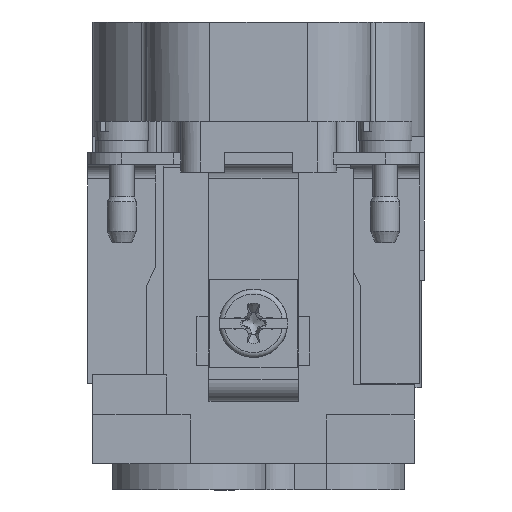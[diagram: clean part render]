
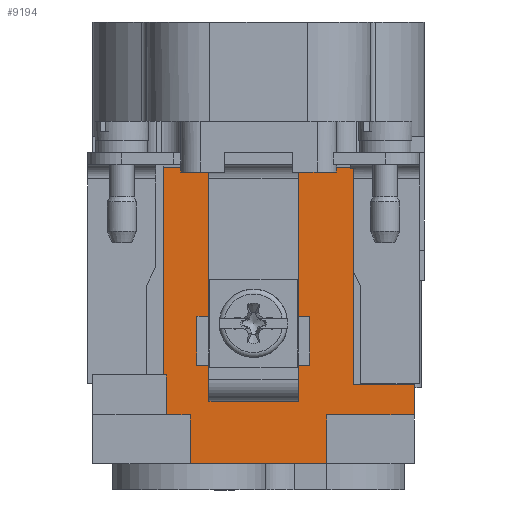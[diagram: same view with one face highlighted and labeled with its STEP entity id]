
A CAD part, left-side view. The second image highlights one B-rep face of the part: STEP entity #9194.
In plain terms, the highlighted planar face has unit normal (-1, 0, 0).
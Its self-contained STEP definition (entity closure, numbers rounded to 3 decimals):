
#949=LINE('',#43398,#3579);
#1081=LINE('',#44365,#3711);
#1095=LINE('',#44397,#3725);
#1106=LINE('',#44426,#3736);
#1111=LINE('',#44443,#3741);
#1130=LINE('',#44486,#3760);
#1133=LINE('',#44497,#3763);
#1213=LINE('',#44929,#3843);
#1362=LINE('',#45296,#3992);
#1366=LINE('',#45311,#3996);
#1376=LINE('',#45334,#4006);
#1378=LINE('',#45338,#4008);
#1379=LINE('',#45340,#4009);
#1380=LINE('',#45342,#4010);
#1381=LINE('',#45344,#4011);
#1382=LINE('',#45346,#4012);
#1383=LINE('',#45347,#4013);
#1384=LINE('',#45349,#4014);
#1385=LINE('',#45351,#4015);
#1386=LINE('',#45353,#4016);
#1387=LINE('',#45354,#4017);
#1388=LINE('',#45356,#4018);
#1389=LINE('',#45357,#4019);
#1390=LINE('',#45358,#4020);
#1391=LINE('',#45360,#4021);
#3579=VECTOR('',#33872,1.);
#3711=VECTOR('',#34080,1.);
#3725=VECTOR('',#34104,1.);
#3736=VECTOR('',#34127,1.);
#3741=VECTOR('',#34140,1.);
#3760=VECTOR('',#34175,1.);
#3763=VECTOR('',#34184,1.);
#3843=VECTOR('',#34500,1.);
#3992=VECTOR('',#34781,1.);
#3996=VECTOR('',#34793,1.);
#4006=VECTOR('',#34811,1.);
#4008=VECTOR('',#34815,1.);
#4009=VECTOR('',#34816,1.);
#4010=VECTOR('',#34817,1.);
#4011=VECTOR('',#34818,1.);
#4012=VECTOR('',#34819,1.);
#4013=VECTOR('',#34820,1.);
#4014=VECTOR('',#34821,1.);
#4015=VECTOR('',#34822,1.);
#4016=VECTOR('',#34823,1.);
#4017=VECTOR('',#34824,1.);
#4018=VECTOR('',#34825,1.);
#4019=VECTOR('',#34826,1.);
#4020=VECTOR('',#34827,1.);
#4021=VECTOR('',#34828,1.);
#6662=PLANE('',#31546);
#7610=FACE_OUTER_BOUND('',#13063,.T.);
#9194=ADVANCED_FACE('',(#7610),#6662,.T.);
#13063=EDGE_LOOP('',(#16503,#16504,#16505,#16506,#16507,#16508,#16509,#16510,
#16511,#16512,#16513,#16514,#16515,#16516,#16517,#16518,#16519,#16520,#16521,
#16522,#16523,#16524,#16525,#16526,#16527));
#16503=ORIENTED_EDGE('',*,*,#27506,.T.);
#16504=ORIENTED_EDGE('',*,*,#27507,.T.);
#16505=ORIENTED_EDGE('',*,*,#27508,.T.);
#16506=ORIENTED_EDGE('',*,*,#27509,.T.);
#16507=ORIENTED_EDGE('',*,*,#27510,.T.);
#16508=ORIENTED_EDGE('',*,*,#26803,.T.);
#16509=ORIENTED_EDGE('',*,*,#27511,.T.);
#16510=ORIENTED_EDGE('',*,*,#27512,.T.);
#16511=ORIENTED_EDGE('',*,*,#27513,.T.);
#16512=ORIENTED_EDGE('',*,*,#27514,.T.);
#16513=ORIENTED_EDGE('',*,*,#27504,.T.);
#16514=ORIENTED_EDGE('',*,*,#27515,.T.);
#16515=ORIENTED_EDGE('',*,*,#27516,.T.);
#16516=ORIENTED_EDGE('',*,*,#27492,.T.);
#16517=ORIENTED_EDGE('',*,*,#27108,.T.);
#16518=ORIENTED_EDGE('',*,*,#27308,.T.);
#16519=ORIENTED_EDGE('',*,*,#27092,.T.);
#16520=ORIENTED_EDGE('',*,*,#27153,.T.);
#16521=ORIENTED_EDGE('',*,*,#27517,.T.);
#16522=ORIENTED_EDGE('',*,*,#27158,.T.);
#16523=ORIENTED_EDGE('',*,*,#27518,.F.);
#16524=ORIENTED_EDGE('',*,*,#27519,.F.);
#16525=ORIENTED_EDGE('',*,*,#27131,.F.);
#16526=ORIENTED_EDGE('',*,*,#27123,.T.);
#16527=ORIENTED_EDGE('',*,*,#27486,.T.);
#23777=VERTEX_POINT('',#43360);
#23796=VERTEX_POINT('',#43397);
#24077=VERTEX_POINT('',#44364);
#24078=VERTEX_POINT('',#44366);
#24090=VERTEX_POINT('',#44396);
#24091=VERTEX_POINT('',#44398);
#24103=VERTEX_POINT('',#44427);
#24104=VERTEX_POINT('',#44428);
#24111=VERTEX_POINT('',#44444);
#24127=VERTEX_POINT('',#44487);
#24129=VERTEX_POINT('',#44493);
#24131=VERTEX_POINT('',#44496);
#24393=VERTEX_POINT('',#45295);
#24395=VERTEX_POINT('',#45304);
#24405=VERTEX_POINT('',#45333);
#24406=VERTEX_POINT('',#45335);
#24407=VERTEX_POINT('',#45339);
#24408=VERTEX_POINT('',#45341);
#24409=VERTEX_POINT('',#45343);
#24410=VERTEX_POINT('',#45345);
#24411=VERTEX_POINT('',#45348);
#24412=VERTEX_POINT('',#45350);
#24413=VERTEX_POINT('',#45352);
#24414=VERTEX_POINT('',#45355);
#24415=VERTEX_POINT('',#45359);
#26803=EDGE_CURVE('',#23777,#23796,#949,.T.);
#27092=EDGE_CURVE('',#24078,#24077,#1081,.T.);
#27108=EDGE_CURVE('',#24091,#24090,#1095,.T.);
#27123=EDGE_CURVE('',#24103,#24104,#1106,.T.);
#27131=EDGE_CURVE('',#24103,#24111,#1111,.T.);
#27153=EDGE_CURVE('',#24077,#24127,#1130,.T.);
#27158=EDGE_CURVE('',#24129,#24131,#1133,.T.);
#27308=EDGE_CURVE('',#24090,#24078,#1213,.T.);
#27486=EDGE_CURVE('',#24104,#24393,#1362,.T.);
#27492=EDGE_CURVE('',#24395,#24091,#1366,.T.);
#27504=EDGE_CURVE('',#24406,#24405,#1376,.T.);
#27506=EDGE_CURVE('',#24393,#24407,#1378,.T.);
#27507=EDGE_CURVE('',#24407,#24408,#1379,.T.);
#27508=EDGE_CURVE('',#24408,#24409,#1380,.T.);
#27509=EDGE_CURVE('',#24409,#24410,#1381,.T.);
#27510=EDGE_CURVE('',#24410,#23777,#1382,.T.);
#27511=EDGE_CURVE('',#23796,#24411,#1383,.T.);
#27512=EDGE_CURVE('',#24411,#24412,#1384,.T.);
#27513=EDGE_CURVE('',#24412,#24413,#1385,.T.);
#27514=EDGE_CURVE('',#24413,#24406,#1386,.T.);
#27515=EDGE_CURVE('',#24405,#24414,#1387,.T.);
#27516=EDGE_CURVE('',#24414,#24395,#1388,.T.);
#27517=EDGE_CURVE('',#24127,#24129,#1389,.T.);
#27518=EDGE_CURVE('',#24415,#24131,#1390,.T.);
#27519=EDGE_CURVE('',#24111,#24415,#1391,.T.);
#31546=AXIS2_PLACEMENT_3D('',#45361,#34829,#34830);
#33872=DIRECTION('',(0.,-1.,0.));
#34080=DIRECTION('',(0.,0.,-1.));
#34104=DIRECTION('',(0.,0.,-1.));
#34127=DIRECTION('',(0.,0.,1.));
#34140=DIRECTION('',(0.,1.,0.));
#34175=DIRECTION('',(0.,0.,-1.));
#34184=DIRECTION('',(0.,0.,1.));
#34500=DIRECTION('',(0.,1.,0.));
#34781=DIRECTION('',(0.,1.,0.));
#34793=DIRECTION('',(0.,1.,0.));
#34811=DIRECTION('',(0.,0.,1.));
#34815=DIRECTION('',(0.,0.,-1.));
#34816=DIRECTION('',(0.,-1.,0.));
#34817=DIRECTION('',(0.,0.,-1.));
#34818=DIRECTION('',(0.,-1.,0.));
#34819=DIRECTION('',(0.,0.,-1.));
#34820=DIRECTION('',(0.,0.,1.));
#34821=DIRECTION('',(0.,-1.,0.));
#34822=DIRECTION('',(0.,0.,1.));
#34823=DIRECTION('',(0.,1.,0.));
#34824=DIRECTION('',(0.,1.,0.));
#34825=DIRECTION('',(0.,0.,1.));
#34826=DIRECTION('',(0.,1.,0.));
#34827=DIRECTION('',(0.,-1.,0.));
#34828=DIRECTION('',(0.,0.,-1.));
#34829=DIRECTION('',(-1.,0.,0.));
#34830=DIRECTION('',(0.,1.,0.));
#43360=CARTESIAN_POINT('',(-45.15,6.475,-30.7));
#43397=CARTESIAN_POINT('',(-45.15,-7.525,-30.7));
#43398=CARTESIAN_POINT('',(-45.15,6.475,-30.7));
#44364=CARTESIAN_POINT('',(-45.15,-4.6,-24.299));
#44365=CARTESIAN_POINT('',(-45.15,-4.6,-9.8));
#44366=CARTESIAN_POINT('',(-45.15,-4.6,-23.7));
#44396=CARTESIAN_POINT('',(-45.15,-4.605,-23.7));
#44397=CARTESIAN_POINT('',(-45.15,-4.605,-9.8));
#44398=CARTESIAN_POINT('',(-45.15,-4.605,-0.3));
#44426=CARTESIAN_POINT('',(-45.15,4.475,-8.8));
#44427=CARTESIAN_POINT('',(-45.15,4.475,-23.1));
#44428=CARTESIAN_POINT('',(-45.15,4.475,-0.3));
#44443=CARTESIAN_POINT('',(-45.15,-4.6,-23.1));
#44444=CARTESIAN_POINT('',(-45.15,4.6,-23.1));
#44486=CARTESIAN_POINT('',(-45.15,-4.6,-9.8));
#44487=CARTESIAN_POINT('',(-45.15,-4.6,-24.3));
#44493=CARTESIAN_POINT('',(-45.15,4.225,-24.3));
#44496=CARTESIAN_POINT('',(-45.15,4.225,-24.299));
#44497=CARTESIAN_POINT('',(-45.15,4.225,-24.7));
#44929=CARTESIAN_POINT('',(-45.15,16.475,-23.7));
#45295=CARTESIAN_POINT('',(-45.15,9.225,-0.3));
#45296=CARTESIAN_POINT('',(-45.15,4.475,-0.3));
#45304=CARTESIAN_POINT('',(-45.15,-10.,-0.3));
#45311=CARTESIAN_POINT('',(-45.15,-10.275,-0.3));
#45333=CARTESIAN_POINT('',(-45.15,-10.275,-0.429));
#45334=CARTESIAN_POINT('',(-45.15,-10.275,-8.8));
#45335=CARTESIAN_POINT('',(-45.15,-10.275,-22.6));
#45338=CARTESIAN_POINT('',(-45.15,9.225,-0.3));
#45339=CARTESIAN_POINT('',(-45.15,9.225,-21.6));
#45340=CARTESIAN_POINT('',(-45.15,9.225,-21.6));
#45341=CARTESIAN_POINT('',(-45.15,8.925,-21.6));
#45342=CARTESIAN_POINT('',(-45.15,8.925,-21.6));
#45343=CARTESIAN_POINT('',(-45.15,8.925,-25.7));
#45344=CARTESIAN_POINT('',(-45.15,8.925,-25.7));
#45345=CARTESIAN_POINT('',(-45.15,6.475,-25.7));
#45346=CARTESIAN_POINT('',(-45.15,6.475,-25.7));
#45347=CARTESIAN_POINT('',(-45.15,-7.525,-30.7));
#45348=CARTESIAN_POINT('',(-45.15,-7.525,-25.7));
#45349=CARTESIAN_POINT('',(-45.15,-7.525,-25.7));
#45350=CARTESIAN_POINT('',(-45.15,-16.475,-25.7));
#45351=CARTESIAN_POINT('',(-45.15,-16.475,-25.7));
#45352=CARTESIAN_POINT('',(-45.15,-16.475,-22.6));
#45353=CARTESIAN_POINT('',(-45.15,-16.475,-22.6));
#45354=CARTESIAN_POINT('',(-45.15,-10.,-0.429));
#45355=CARTESIAN_POINT('',(-45.15,-10.,-0.429));
#45356=CARTESIAN_POINT('',(-45.15,-10.,-9.8));
#45357=CARTESIAN_POINT('',(-45.15,16.475,-24.3));
#45358=CARTESIAN_POINT('',(-45.15,-4.6,-24.299));
#45359=CARTESIAN_POINT('',(-45.15,4.6,-24.299));
#45360=CARTESIAN_POINT('',(-45.15,4.6,-8.305));
#45361=CARTESIAN_POINT('',(-45.15,16.475,-9.8));
